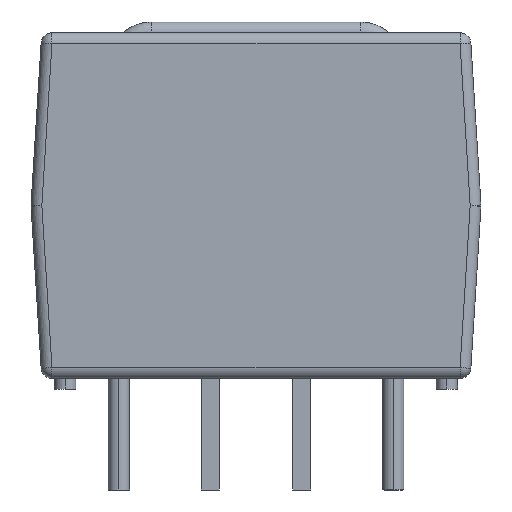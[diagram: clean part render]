
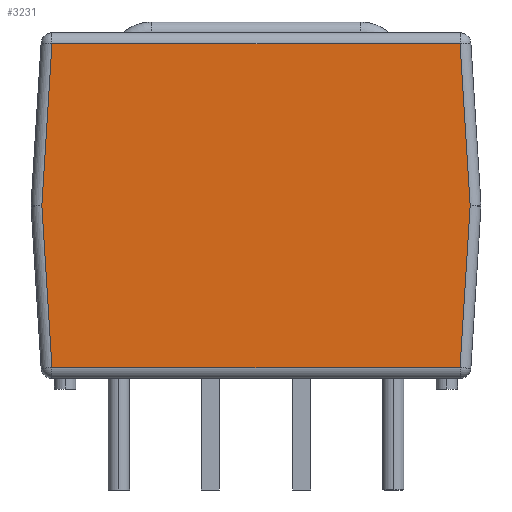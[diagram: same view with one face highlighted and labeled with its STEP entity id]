
A CAD part, left-side view. The second image highlights one B-rep face of the part: STEP entity #3231.
In plain terms, the highlighted free-form (B-spline) face has degree [1, 1] with [2, 2] control points.
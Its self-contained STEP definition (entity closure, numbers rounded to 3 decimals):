
#2370=CARTESIAN_POINT('',(-3.8,-5.668,9.6));
#2371=VERTEX_POINT('',#2370);
#2440=CARTESIAN_POINT('',(-3.8,5.668,9.6));
#2441=VERTEX_POINT('',#2440);
#2466=CARTESIAN_POINT('',(-3.8,-5.949,5.1));
#2467=VERTEX_POINT('',#2466);
#2580=CARTESIAN_POINT('',(-3.8,5.949,5.1));
#2581=VERTEX_POINT('',#2580);
#2606=CARTESIAN_POINT('',(-3.8,-5.668,0.6));
#2607=VERTEX_POINT('',#2606);
#2709=CARTESIAN_POINT('',(-3.8,5.668,0.6));
#2710=VERTEX_POINT('',#2709);
#2846=CARTESIAN_POINT('',(-3.8,-5.668,0.6));
#2847=DIRECTION('',(0.0,1.0,0.0));
#2848=VECTOR('',#2847,11.336);
#2849=LINE('',#2846,#2848);
#2850=EDGE_CURVE('',#2607,#2710,#2849,.T.);
#2875=CARTESIAN_POINT('',(-3.8,5.668,0.6));
#2876=DIRECTION('',(0.0,0.062,0.998));
#2877=VECTOR('',#2876,4.509);
#2878=LINE('',#2875,#2877);
#2879=EDGE_CURVE('',#2710,#2581,#2878,.T.);
#2985=CARTESIAN_POINT('',(-3.8,-5.949,5.1));
#2986=DIRECTION('',(0.0,0.062,-0.998));
#2987=VECTOR('',#2986,4.509);
#2988=LINE('',#2985,#2987);
#2989=EDGE_CURVE('',#2467,#2607,#2988,.T.);
#3007=CARTESIAN_POINT('',(-3.8,5.949,5.1));
#3008=DIRECTION('',(0.0,-0.062,0.998));
#3009=VECTOR('',#3008,4.509);
#3010=LINE('',#3007,#3009);
#3011=EDGE_CURVE('',#2581,#2441,#3010,.T.);
#3117=CARTESIAN_POINT('',(-3.8,-5.668,9.6));
#3118=DIRECTION('',(0.0,-0.062,-0.998));
#3119=VECTOR('',#3118,4.509);
#3120=LINE('',#3117,#3119);
#3121=EDGE_CURVE('',#2371,#2467,#3120,.T.);
#3132=CARTESIAN_POINT('',(-3.8,5.668,9.6));
#3133=DIRECTION('',(0.0,-1.0,0.0));
#3134=VECTOR('',#3133,11.336);
#3135=LINE('',#3132,#3134);
#3136=EDGE_CURVE('',#2441,#2371,#3135,.T.);
#3218=CARTESIAN_POINT('',(-3.8,-5.949,9.6));
#3219=CARTESIAN_POINT('',(-3.8,-5.949,0.6));
#3220=CARTESIAN_POINT('',(-3.8,5.949,9.6));
#3221=CARTESIAN_POINT('',(-3.8,5.949,0.6));
#3222=B_SPLINE_SURFACE_WITH_KNOTS('',1,1,((#3218,#3220),(#3219,#3221)),.UNSPECIFIED.,.F.,.F.,.U.,(2,2),(2,2),(0.0,9.0),(0.0,11.899),.UNSPECIFIED.);
#3223=ORIENTED_EDGE('',*,*,#2850,.F.);
#3224=ORIENTED_EDGE('',*,*,#2989,.F.);
#3225=ORIENTED_EDGE('',*,*,#3121,.F.);
#3226=ORIENTED_EDGE('',*,*,#3136,.F.);
#3227=ORIENTED_EDGE('',*,*,#3011,.F.);
#3228=ORIENTED_EDGE('',*,*,#2879,.F.);
#3229=EDGE_LOOP('',(#3223,#3224,#3225,#3226,#3227,#3228));
#3230=FACE_OUTER_BOUND('',#3229,.T.);
#3231=ADVANCED_FACE('',(#3230),#3222,.F.);
